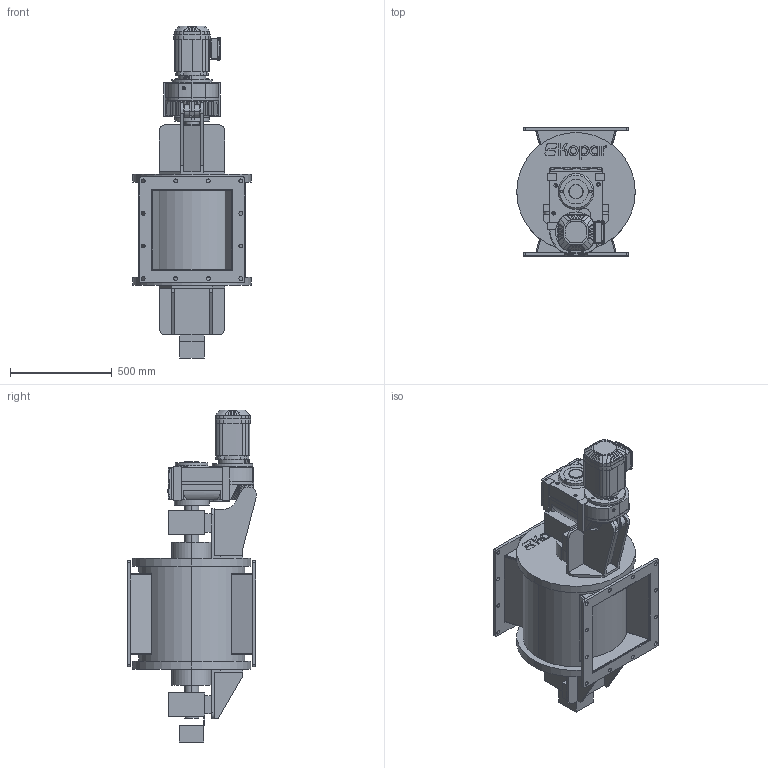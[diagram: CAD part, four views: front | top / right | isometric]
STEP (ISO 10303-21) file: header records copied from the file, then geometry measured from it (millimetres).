
FILE_DESCRIPTION (( 'STEP AP214' ), '1' );
FILE_NAME ('RV500-500-400x400.STEP', '2025-01-15T07:43:31', ( '' ), ( '' ), 'SwSTEP 2.0', 'SolidWorks 2022', '' );
FILE_SCHEMA (( 'AUTOMOTIVE_DESIGN' ));
Length unit declared in the file: millimetre
Products named in the file (1): RV500-500-400x400
Bounding box: 582 x 632.88 x 1631 mm (x, y, z)
Volume: 169530874.9 mm3; surface area: 5967400.5 mm2
Topology: 32 solids, 32 shells, 1415 faces, 3740 edges, 2467 vertices
Faces by surface type: plane 738, cylinder 580, bspline 51, cone 28, torus 14, sphere 4
Entity records: 57474 total; most frequent: CARTESIAN_POINT 9823, ORIENTED_EDGE 7462, DIRECTION 7358, EDGE_CURVE 3731, AXIS2_PLACEMENT_3D 2512, VERTEX_POINT 2467, VECTOR 2334, LINE 2334
